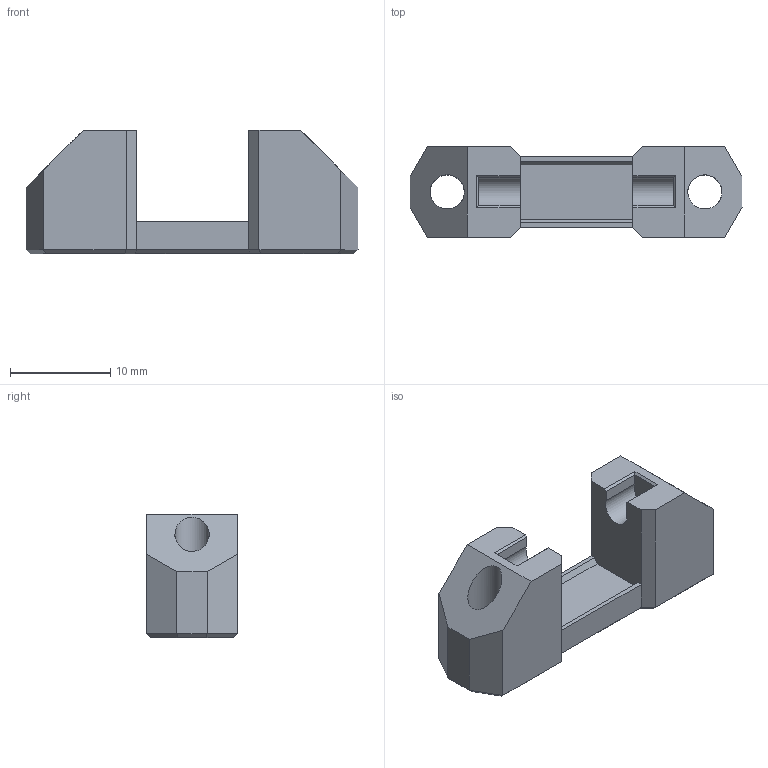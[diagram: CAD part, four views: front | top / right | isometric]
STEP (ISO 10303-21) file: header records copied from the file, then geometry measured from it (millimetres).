
FILE_DESCRIPTION(/* description */ ('STEP AP242','CAx-IF Rec.Pracs.---Representation and Presentation of Product Manufacturing Information (PMI)---4.0---2014-10-13','CAx-IF Rec.Pracs.---3D Tessellated Geometry---0.4---2014-09-14','2;1'),/* implementation_level */ '2;1');
FILE_NAME(/* name */ '6750a5ffeb2cfe004e41aebe',/* time_stamp */ '2024-12-04T18:57:04Z',/* author */ (''),/* organization */ (''),/* preprocessor_version */ 'ST-DEVELOPER v20',/* originating_system */ 'ONSHAPE BY PTC INC, 1.190',/* authorisation */ ' ');
FILE_SCHEMA (('AP242_MANAGED_MODEL_BASED_3D_ENGINEERING_MIM_LF { 1 0 10303 442 1 1 4 }'));
Length unit declared in the file: metre
Products named in the file (1): Toothed_Idler_Carrier v2
Bounding box: 33.05 x 9 x 12.3 mm (x, y, z)
Volume: 1970.9 mm3; surface area: 1557.3 mm2
Topology: 1 solids, 1 shells, 62 faces, 155 edges, 95 vertices
Faces by surface type: plane 56, cylinder 4, cone 2
Full cylindrical faces by diameter (mm): 3.4 x2
Entity records: 1790 total; most frequent: CARTESIAN_POINT 307, ORIENTED_EDGE 300, DIRECTION 286, EDGE_CURVE 150, LINE 140, VECTOR 140, VERTEX_POINT 94, AXIS2_PLACEMENT_3D 73
